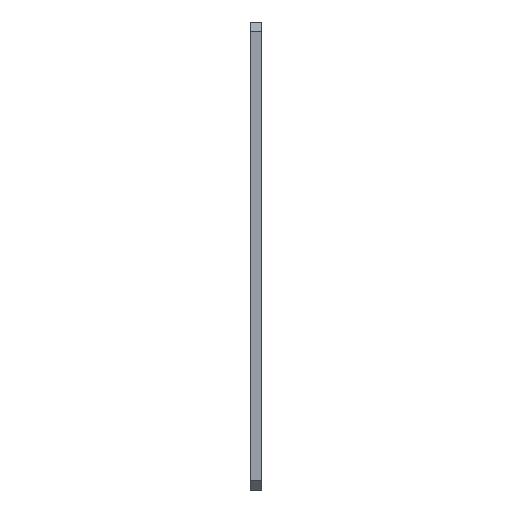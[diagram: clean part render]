
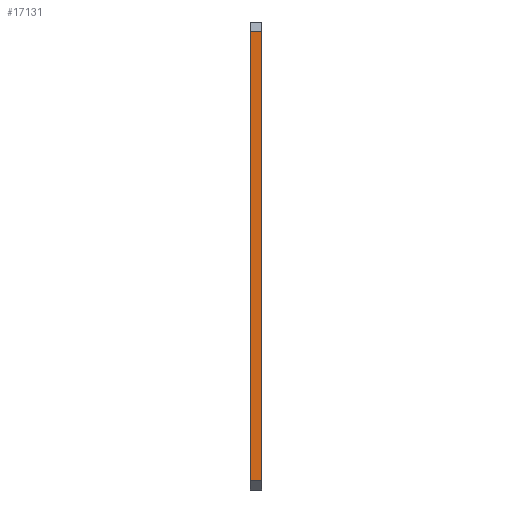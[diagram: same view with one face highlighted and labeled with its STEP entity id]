
A CAD part, left-side view. The second image highlights one B-rep face of the part: STEP entity #17131.
In plain terms, the highlighted planar face has unit normal (-1, 0, 0).
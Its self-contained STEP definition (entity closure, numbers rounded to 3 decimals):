
#32 = PLANE('',#33);
#33 = AXIS2_PLACEMENT_3D('',#34,#35,#36);
#34 = CARTESIAN_POINT('',(868.,0.,-480.5));
#35 = DIRECTION('',(0.,1.,0.));
#36 = DIRECTION('',(1.,0.,0.));
#85 = VERTEX_POINT('',#86);
#86 = CARTESIAN_POINT('',(103.,0.,-120.5));
#100 = PLANE('',#101);
#101 = AXIS2_PLACEMENT_3D('',#102,#103,#104);
#102 = CARTESIAN_POINT('',(110.5,-10.,-113.));
#103 = DIRECTION('',(-0.707,0.,0.707));
#104 = DIRECTION('',(-0.707,0.,-0.707));
#112 = EDGE_CURVE('',#113,#85,#115,.T.);
#113 = VERTEX_POINT('',#114);
#114 = CARTESIAN_POINT('',(103.,0.,-840.5));
#115 = SURFACE_CURVE('',#116,(#120,#127),.PCURVE_S1.);
#116 = LINE('',#117,#118);
#117 = CARTESIAN_POINT('',(103.,0.,-840.5));
#118 = VECTOR('',#119,1.);
#119 = DIRECTION('',(0.,0.,1.));
#120 = PCURVE('',#32,#121);
#121 = DEFINITIONAL_REPRESENTATION('',(#122),#126);
#122 = LINE('',#123,#124);
#123 = CARTESIAN_POINT('',(-765.,360.));
#124 = VECTOR('',#125,1.);
#125 = DIRECTION('',(0.,-1.));
#126 = ( GEOMETRIC_REPRESENTATION_CONTEXT(2) 
PARAMETRIC_REPRESENTATION_CONTEXT() REPRESENTATION_CONTEXT('2D SPACE',''
  ) );
#127 = PCURVE('',#128,#133);
#128 = PLANE('',#129);
#129 = AXIS2_PLACEMENT_3D('',#130,#131,#132);
#130 = CARTESIAN_POINT('',(103.,-20.,-855.5));
#131 = DIRECTION('',(-1.,0.,0.));
#132 = DIRECTION('',(0.,0.,1.));
#133 = DEFINITIONAL_REPRESENTATION('',(#134),#138);
#134 = LINE('',#135,#136);
#135 = CARTESIAN_POINT('',(15.,20.));
#136 = VECTOR('',#137,1.);
#137 = DIRECTION('',(1.,0.));
#138 = ( GEOMETRIC_REPRESENTATION_CONTEXT(2) 
PARAMETRIC_REPRESENTATION_CONTEXT() REPRESENTATION_CONTEXT('2D SPACE',''
  ) );
#156 = PLANE('',#157);
#157 = AXIS2_PLACEMENT_3D('',#158,#159,#160);
#158 = CARTESIAN_POINT('',(110.5,-10.,-848.));
#159 = DIRECTION('',(-0.707,0.,-0.707));
#160 = DIRECTION('',(0.707,0.,-0.707));
#9295 = PLANE('',#9296);
#9296 = AXIS2_PLACEMENT_3D('',#9297,#9298,#9299);
#9297 = CARTESIAN_POINT('',(868.,-18.,-480.5));
#9298 = DIRECTION('',(0.,1.,0.));
#9299 = DIRECTION('',(-1.,0.,0.));
#9356 = VERTEX_POINT('',#9357);
#9357 = CARTESIAN_POINT('',(103.,-18.,-120.5));
#9470 = VERTEX_POINT('',#9471);
#9471 = CARTESIAN_POINT('',(103.,-18.,-840.5));
#9492 = EDGE_CURVE('',#9470,#9356,#9493,.T.);
#9493 = SURFACE_CURVE('',#9494,(#9498,#9505),.PCURVE_S1.);
#9494 = LINE('',#9495,#9496);
#9495 = CARTESIAN_POINT('',(103.,-18.,-840.5));
#9496 = VECTOR('',#9497,1.);
#9497 = DIRECTION('',(0.,0.,1.));
#9498 = PCURVE('',#9295,#9499);
#9499 = DEFINITIONAL_REPRESENTATION('',(#9500),#9504);
#9500 = LINE('',#9501,#9502);
#9501 = CARTESIAN_POINT('',(765.,-360.));
#9502 = VECTOR('',#9503,1.);
#9503 = DIRECTION('',(0.,1.));
#9504 = ( GEOMETRIC_REPRESENTATION_CONTEXT(2) 
PARAMETRIC_REPRESENTATION_CONTEXT() REPRESENTATION_CONTEXT('2D SPACE',''
  ) );
#9505 = PCURVE('',#128,#9506);
#9506 = DEFINITIONAL_REPRESENTATION('',(#9507),#9511);
#9507 = LINE('',#9508,#9509);
#9508 = CARTESIAN_POINT('',(15.,2.));
#9509 = VECTOR('',#9510,1.);
#9510 = DIRECTION('',(1.,0.));
#9511 = ( GEOMETRIC_REPRESENTATION_CONTEXT(2) 
PARAMETRIC_REPRESENTATION_CONTEXT() REPRESENTATION_CONTEXT('2D SPACE',''
  ) );
#17089 = EDGE_CURVE('',#85,#9356,#17090,.T.);
#17090 = SURFACE_CURVE('',#17091,(#17095,#17102),.PCURVE_S1.);
#17091 = LINE('',#17092,#17093);
#17092 = CARTESIAN_POINT('',(103.,0.,-120.5));
#17093 = VECTOR('',#17094,1.);
#17094 = DIRECTION('',(0.,-1.,0.));
#17095 = PCURVE('',#100,#17096);
#17096 = DEFINITIONAL_REPRESENTATION('',(#17097),#17101);
#17097 = LINE('',#17098,#17099);
#17098 = CARTESIAN_POINT('',(10.607,-10.));
#17099 = VECTOR('',#17100,1.);
#17100 = DIRECTION('',(-0.,1.));
#17101 = ( GEOMETRIC_REPRESENTATION_CONTEXT(2) 
PARAMETRIC_REPRESENTATION_CONTEXT() REPRESENTATION_CONTEXT('2D SPACE',''
  ) );
#17102 = PCURVE('',#128,#17103);
#17103 = DEFINITIONAL_REPRESENTATION('',(#17104),#17108);
#17104 = LINE('',#17105,#17106);
#17105 = CARTESIAN_POINT('',(735.,20.));
#17106 = VECTOR('',#17107,1.);
#17107 = DIRECTION('',(0.,-1.));
#17108 = ( GEOMETRIC_REPRESENTATION_CONTEXT(2) 
PARAMETRIC_REPRESENTATION_CONTEXT() REPRESENTATION_CONTEXT('2D SPACE',''
  ) );
#17131 = ADVANCED_FACE('',(#17132),#128,.T.);
#17132 = FACE_BOUND('',#17133,.F.);
#17133 = EDGE_LOOP('',(#17134,#17135,#17156,#17157));
#17134 = ORIENTED_EDGE('',*,*,#9492,.F.);
#17135 = ORIENTED_EDGE('',*,*,#17136,.F.);
#17136 = EDGE_CURVE('',#113,#9470,#17137,.T.);
#17137 = SURFACE_CURVE('',#17138,(#17142,#17149),.PCURVE_S1.);
#17138 = LINE('',#17139,#17140);
#17139 = CARTESIAN_POINT('',(103.,0.,-840.5));
#17140 = VECTOR('',#17141,1.);
#17141 = DIRECTION('',(0.,-1.,0.));
#17142 = PCURVE('',#128,#17143);
#17143 = DEFINITIONAL_REPRESENTATION('',(#17144),#17148);
#17144 = LINE('',#17145,#17146);
#17145 = CARTESIAN_POINT('',(15.,20.));
#17146 = VECTOR('',#17147,1.);
#17147 = DIRECTION('',(0.,-1.));
#17148 = ( GEOMETRIC_REPRESENTATION_CONTEXT(2) 
PARAMETRIC_REPRESENTATION_CONTEXT() REPRESENTATION_CONTEXT('2D SPACE',''
  ) );
#17149 = PCURVE('',#156,#17150);
#17150 = DEFINITIONAL_REPRESENTATION('',(#17151),#17155);
#17151 = LINE('',#17152,#17153);
#17152 = CARTESIAN_POINT('',(-10.607,-10.));
#17153 = VECTOR('',#17154,1.);
#17154 = DIRECTION('',(0.,1.));
#17155 = ( GEOMETRIC_REPRESENTATION_CONTEXT(2) 
PARAMETRIC_REPRESENTATION_CONTEXT() REPRESENTATION_CONTEXT('2D SPACE',''
  ) );
#17156 = ORIENTED_EDGE('',*,*,#112,.T.);
#17157 = ORIENTED_EDGE('',*,*,#17089,.T.);
